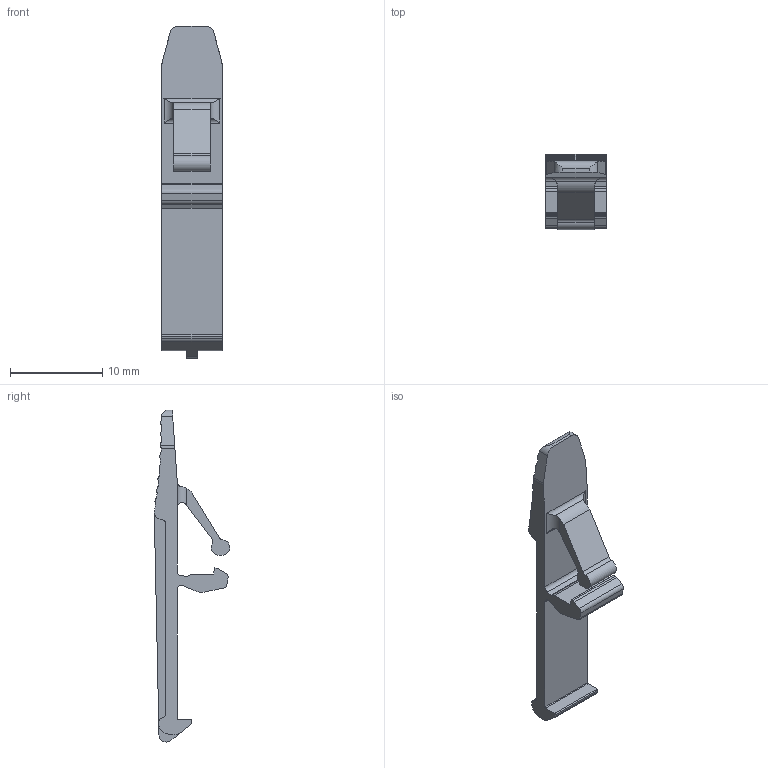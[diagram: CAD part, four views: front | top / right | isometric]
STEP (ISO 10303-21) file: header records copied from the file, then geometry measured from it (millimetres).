
FILE_DESCRIPTION(('CATIA V5 STEP Exchange','CAx-IF Rec.Pracs.--- Model Styling and Organization---1.4--- 2014-01-23'),'2;1');
FILE_NAME ('1235800-4_0', '2021-01-29T07:31:33+00:00', ('none'), ('Weidmueller'), 'CATIA Version 5-6 Release 2016 SP3 HF44', 'CATIA V5 STEP AP214', 'none');
FILE_SCHEMA(('AUTOMOTIVE_DESIGN { 1 0 10303 214 1 1 1 1 }'));
Length unit declared in the file: millimetre
Products named in the file (1): 2762400000
Bounding box: 6.5 x 8.18 x 35.96 mm (x, y, z)
Volume: 471.3 mm3; surface area: 818.6 mm2
Topology: 1 solids, 1 shells, 107 faces, 313 edges, 208 vertices
Faces by surface type: cylinder 72, plane 35
Entity records: 3500 total; most frequent: CARTESIAN_POINT 799, ORIENTED_EDGE 626, DIRECTION 446, EDGE_CURVE 313, VERTEX_POINT 208, AXIS2_PLACEMENT_3D 197, VECTOR 162, LINE 162
